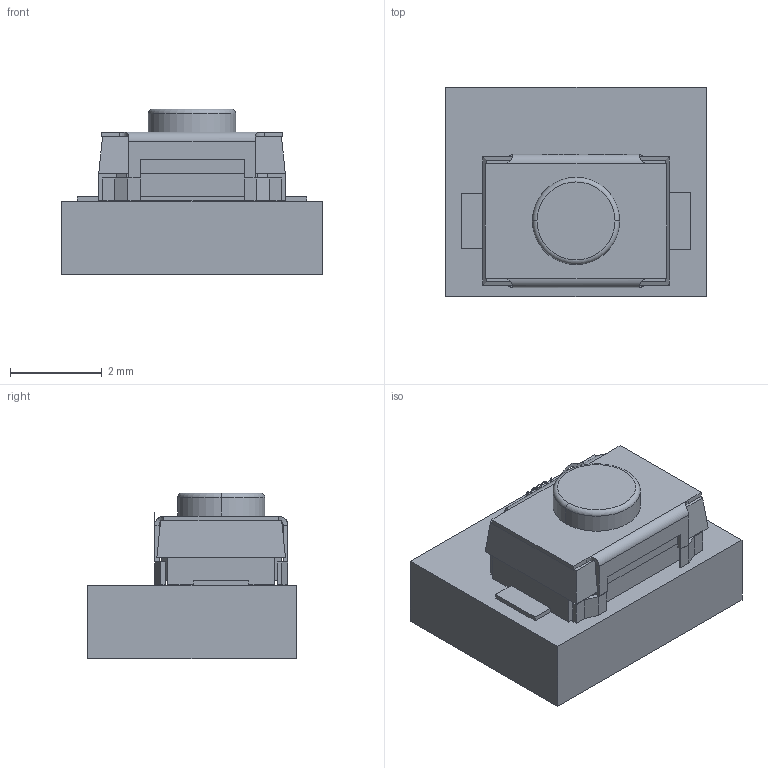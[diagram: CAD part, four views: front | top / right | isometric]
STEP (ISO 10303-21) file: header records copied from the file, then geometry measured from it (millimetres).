
FILE_DESCRIPTION(('Designed by EasyEDA Pro'),'2;1');
FILE_NAME('Open CASCADE Shape Model','2023-03-04T14:59:26',('Author'),( 'Open CASCADE'),'Open CASCADE STEP processor 7.6','Open CASCADE 7.6' ,'Unknown');
FILE_SCHEMA(('AUTOMOTIVE_DESIGN { 1 0 10303 214 1 1 1 1 }'));
Length unit declared in the file: millimetre
Products named in the file (5): PCBModel; COMPOUND; SW1; SW-SMD_L4.0-W2.9-LS5.0
Assembly tree (4 placements, depth 4):
  PCBModel
    COMPOUND
    SW1
      SW-SMD_L4.0-W2.9-LS5.0
        COMPOUND
Bounding box: 5.68 x 4.55 x 3.61 mm (x, y, z)
Volume: 59.1 mm3; surface area: 141.8 mm2
Topology: 15 solids, 15 shells, 483 faces, 1333 edges, 876 vertices
Faces by surface type: plane 325, bspline 150, cylinder 6, torus 2
Entity records: 20537 total; most frequent: CARTESIAN_POINT 6555, ORIENTED_EDGE 2666, DIRECTION 1701, EDGE_CURVE 1333, LINE 1009, VECTOR 1009, VERTEX_POINT 876, FACE_BOUND 503
